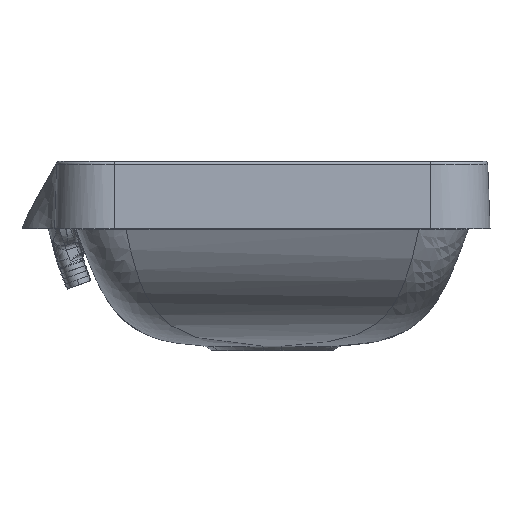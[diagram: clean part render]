
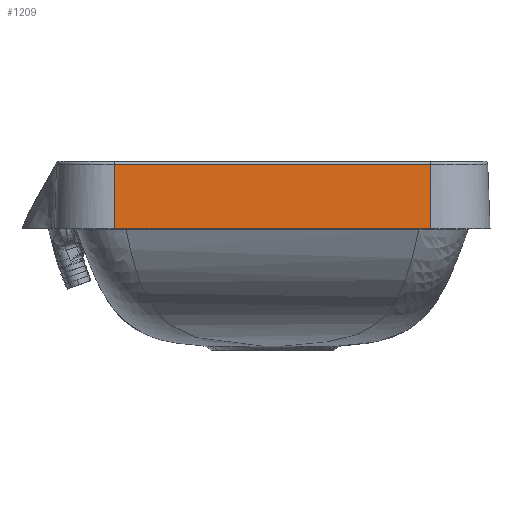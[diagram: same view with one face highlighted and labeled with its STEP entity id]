
A CAD part, left-side view. The second image highlights one B-rep face of the part: STEP entity #1209.
In plain terms, the highlighted planar face has unit normal (-0.999, 0, 0.035).
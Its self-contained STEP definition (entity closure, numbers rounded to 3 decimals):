
#464=PLANE('',#6399);
#615=LINE('',#13814,#830);
#668=LINE('',#363754,#895);
#669=LINE('',#363799,#896);
#670=LINE('',#363801,#897);
#830=VECTOR('',#7184,1.);
#895=VECTOR('',#7351,1.);
#896=VECTOR('',#7352,1.);
#897=VECTOR('',#7353,1.);
#1209=ADVANCED_FACE('',(#1601),#464,.F.);
#1601=FACE_OUTER_BOUND('',#2002,.T.);
#2002=EDGE_LOOP('',(#4022,#4023,#4024,#4025));
#4022=ORIENTED_EDGE('',*,*,#5713,.T.);
#4023=ORIENTED_EDGE('',*,*,#5714,.T.);
#4024=ORIENTED_EDGE('',*,*,#5715,.F.);
#4025=ORIENTED_EDGE('',*,*,#5506,.T.);
#4735=VERTEX_POINT('',#13813);
#4736=VERTEX_POINT('',#13815);
#4875=VERTEX_POINT('',#363753);
#4876=VERTEX_POINT('',#363800);
#5506=EDGE_CURVE('',#4736,#4735,#615,.T.);
#5713=EDGE_CURVE('',#4735,#4875,#668,.T.);
#5714=EDGE_CURVE('',#4875,#4876,#669,.T.);
#5715=EDGE_CURVE('',#4736,#4876,#670,.T.);
#6399=AXIS2_PLACEMENT_3D('',#363802,#7354,#7355);
#7184=DIRECTION('',(0.,-1.,0.));
#7351=DIRECTION('',(0.035,0.,0.999));
#7352=DIRECTION('',(0.,1.,0.));
#7353=DIRECTION('',(0.035,0.,0.999));
#7354=DIRECTION('',(0.999,0.,-0.035));
#7355=DIRECTION('',(0.035,0.,0.999));
#13813=CARTESIAN_POINT('',(-290.946,-117.,75.));
#13814=CARTESIAN_POINT('',(-290.946,-117.,75.));
#13815=CARTESIAN_POINT('',(-290.946,117.,75.));
#363753=CARTESIAN_POINT('',(-289.274,-117.,122.877));
#363754=CARTESIAN_POINT('',(-289.2,-117.,125.));
#363799=CARTESIAN_POINT('',(-289.274,117.,122.877));
#363800=CARTESIAN_POINT('',(-289.274,117.,122.877));
#363801=CARTESIAN_POINT('',(-289.2,117.,125.));
#363802=CARTESIAN_POINT('',(-289.2,-117.,125.));
